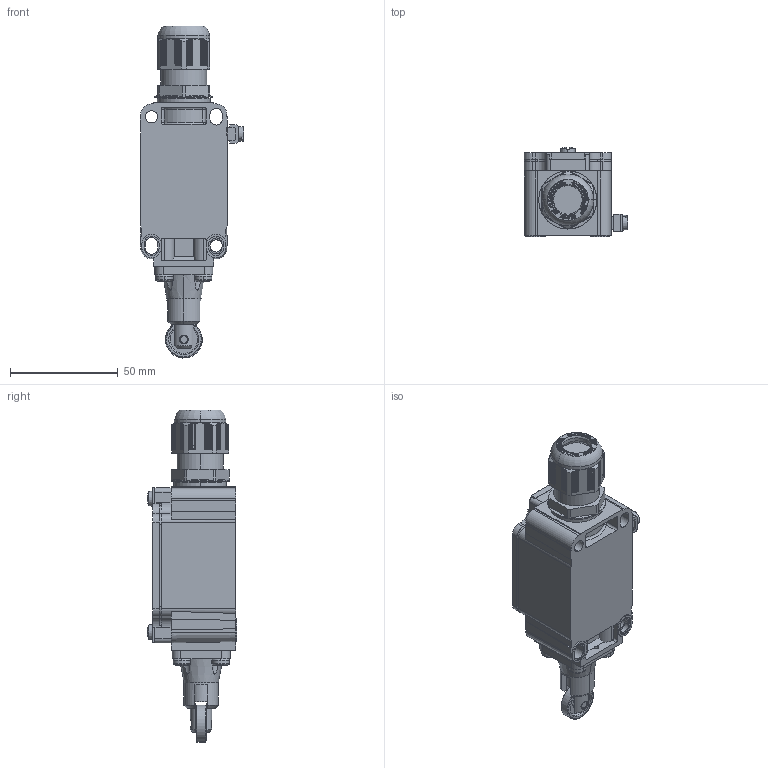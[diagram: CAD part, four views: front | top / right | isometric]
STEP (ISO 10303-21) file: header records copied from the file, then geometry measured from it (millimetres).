
FILE_DESCRIPTION (( 'STEP AP203' ), '1' );
FILE_NAME ('8074_1-_-RS.STEP', '2014-01-14T13:59:56', ( 'Admin' ), ( 'R. STAHL AG' ), 'SwSTEP 2.0', 'SolidWorks 2013', '' );
FILE_SCHEMA (( 'CONFIG_CONTROL_DESIGN' ));
Length unit declared in the file: millimetre
Products named in the file (19): Gehaeuse; Anschlussgewindedichtung_M20; Deckel; Staubschutzkappe_M20; Schraube; 8074_0_077_072_0_Führungsbuchse; 81_610_77_01_0; Schild; 8074_0_077_072_0_Rollenbolzenkopf; 8074_1-_-RS; Erdung; 8074_0_077_072_0_Rolle; slotted cheese head screw_din_ISO 1207 - M4 x 8 --- 8N; 8074_0_077_072_0_Bolzen; 81_610_77_01_0_Stutzen; 8074_0_077_072_0_Schraube; 81_610_77_01_0_Dichtung; 8074_0_077_072_0_Vorsatz RS; 81_610_77_01_0_Hutmutter
Assembly tree (22 placements, depth 3):
  8074_1-_-RS
    8074_0_077_072_0_Vorsatz RS
      8074_0_077_072_0_Führungsbuchse
      8074_0_077_072_0_Rollenbolzenkopf
      8074_0_077_072_0_Rolle
      8074_0_077_072_0_Bolzen
      8074_0_077_072_0_Schraube  x4
    Gehaeuse
    Deckel
    Schraube  x2
    Schild
    Erdung
    slotted cheese head screw_din_ISO 1207 - M4 x 8 --- 8N
    81_610_77_01_0
      81_610_77_01_0_Stutzen
      81_610_77_01_0_Dichtung
      81_610_77_01_0_Hutmutter
      Anschlussgewindedichtung_M20
      Staubschutzkappe_M20
Bounding box: 48.1 x 41.55 x 154.27 mm (x, y, z)
Volume: 41979.9 mm3; surface area: 55676.8 mm2
Topology: 16 solids, 26 shells, 2631 faces, 7003 edges, 4541 vertices
Faces by surface type: plane 1221, bspline 539, cylinder 451, cone 305, torus 111, sphere 4
Entity records: 115305 total; most frequent: CARTESIAN_POINT 56491, ORIENTED_EDGE 12834, DIRECTION 9967, EDGE_CURVE 6433, VERTEX_POINT 4186, LINE 3685, VECTOR 3685, AXIS2_PLACEMENT_3D 3141
